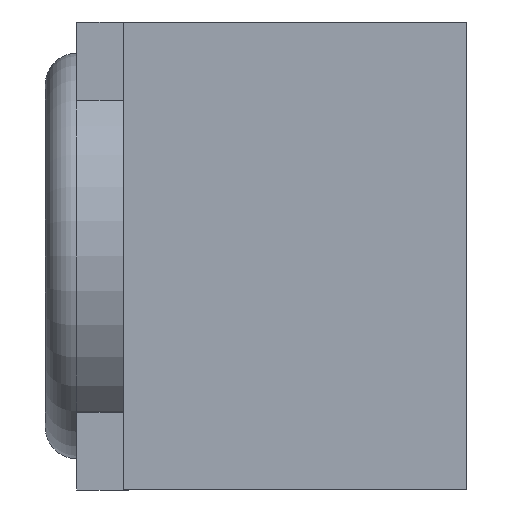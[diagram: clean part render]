
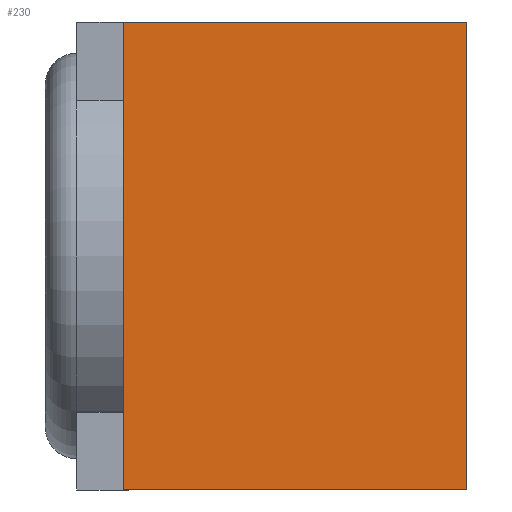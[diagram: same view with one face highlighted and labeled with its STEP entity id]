
A CAD part, left-side view. The second image highlights one B-rep face of the part: STEP entity #230.
In plain terms, the highlighted planar face has unit normal (-1, 0, 0).
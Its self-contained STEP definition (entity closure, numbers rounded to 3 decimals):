
#2 = EDGE_CURVE ( 'NONE', #646, #138, #182, .T. ) ;
#14 = VECTOR ( 'NONE', #405, 1000. ) ;
#56 = ORIENTED_EDGE ( 'NONE', *, *, #809, .F. ) ;
#69 = FACE_OUTER_BOUND ( 'NONE', #944, .T. ) ;
#85 = DIRECTION ( 'NONE',  ( 0., 0., 1. ) ) ;
#138 = VERTEX_POINT ( 'NONE', #707 ) ;
#140 = ORIENTED_EDGE ( 'NONE', *, *, #2, .T. ) ;
#180 = CARTESIAN_POINT ( 'NONE',  ( 0., 22., 15. ) ) ;
#182 = LINE ( 'NONE', #540, #14 ) ;
#201 = DIRECTION ( 'NONE',  ( 1., 0., 0. ) ) ;
#208 = PLANE ( 'NONE',  #639 ) ;
#230 = ADVANCED_FACE ( 'NONE', ( #69 ), #208, .F. ) ;
#245 = ORIENTED_EDGE ( 'NONE', *, *, #929, .F. ) ;
#248 = CARTESIAN_POINT ( 'NONE',  ( 0., 22., 15. ) ) ;
#317 = CARTESIAN_POINT ( 'NONE',  ( 0., 12., -15. ) ) ;
#360 = VECTOR ( 'NONE', #403, 1000. ) ;
#378 = ORIENTED_EDGE ( 'NONE', *, *, #496, .T. ) ;
#403 = DIRECTION ( 'NONE',  ( 0., -1., 0. ) ) ;
#405 = DIRECTION ( 'NONE',  ( 0., 0., 1. ) ) ;
#461 = LINE ( 'NONE', #180, #946 ) ;
#473 = DIRECTION ( 'NONE',  ( 0., -1., 0. ) ) ;
#476 = CARTESIAN_POINT ( 'NONE',  ( 0., 12., 15. ) ) ;
#496 = EDGE_CURVE ( 'NONE', #732, #646, #834, .T. ) ;
#540 = CARTESIAN_POINT ( 'NONE',  ( 0., 0., -15. ) ) ;
#575 = VECTOR ( 'NONE', #473, 1000. ) ;
#631 = CARTESIAN_POINT ( 'NONE',  ( 0., 0., -15. ) ) ;
#639 = AXIS2_PLACEMENT_3D ( 'NONE', #877, #201, #653 ) ;
#646 = VERTEX_POINT ( 'NONE', #631 ) ;
#653 = DIRECTION ( 'NONE',  ( 0., 0., -1. ) ) ;
#707 = CARTESIAN_POINT ( 'NONE',  ( 0., 0., 15. ) ) ;
#732 = VERTEX_POINT ( 'NONE', #797 ) ;
#771 = LINE ( 'NONE', #476, #360 ) ;
#797 = CARTESIAN_POINT ( 'NONE',  ( 0., 22., -15. ) ) ;
#809 = EDGE_CURVE ( 'NONE', #732, #837, #461, .T. ) ;
#834 = LINE ( 'NONE', #317, #575 ) ;
#837 = VERTEX_POINT ( 'NONE', #248 ) ;
#877 = CARTESIAN_POINT ( 'NONE',  ( 0., 12., -15. ) ) ;
#929 = EDGE_CURVE ( 'NONE', #837, #138, #771, .T. ) ;
#944 = EDGE_LOOP ( 'NONE', ( #140, #245, #56, #378 ) ) ;
#946 = VECTOR ( 'NONE', #85, 1000. ) ;
